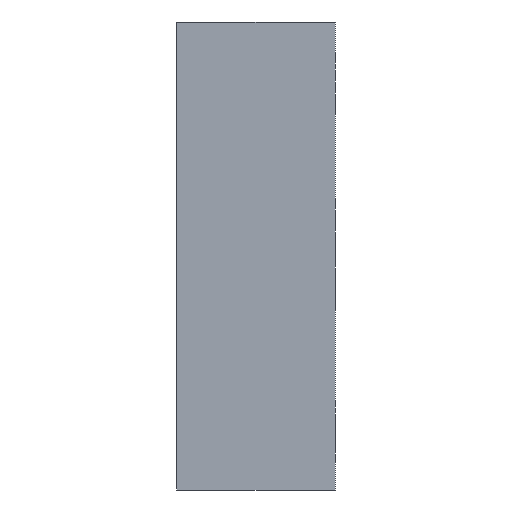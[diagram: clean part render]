
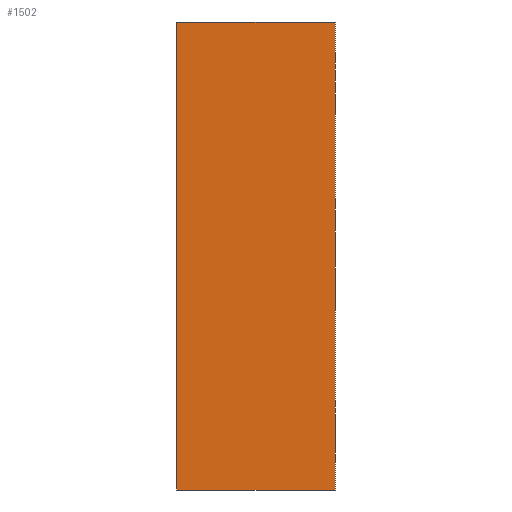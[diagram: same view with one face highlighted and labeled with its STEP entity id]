
A CAD part, front view. The second image highlights one B-rep face of the part: STEP entity #1502.
In plain terms, the highlighted planar face has unit normal (0, -1, 0).
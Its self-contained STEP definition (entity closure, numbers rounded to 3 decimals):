
#62=PLANE('',#1632);
#134=LINE('',#2287,#243);
#136=LINE('',#2291,#245);
#138=LINE('',#2295,#247);
#141=LINE('',#2299,#250);
#243=VECTOR('',#1884,10.);
#245=VECTOR('',#1888,10.);
#247=VECTOR('',#1892,10.);
#250=VECTOR('',#1897,10.);
#374=FACE_OUTER_BOUND('',#472,.T.);
#472=EDGE_LOOP('',(#1228,#1229,#1230,#1231));
#705=VERTEX_POINT('',#2284);
#706=VERTEX_POINT('',#2286);
#707=VERTEX_POINT('',#2290);
#708=VERTEX_POINT('',#2294);
#889=EDGE_CURVE('',#706,#705,#134,.T.);
#891=EDGE_CURVE('',#707,#706,#136,.T.);
#893=EDGE_CURVE('',#708,#707,#138,.T.);
#896=EDGE_CURVE('',#705,#708,#141,.T.);
#1228=ORIENTED_EDGE('',*,*,#896,.T.);
#1229=ORIENTED_EDGE('',*,*,#893,.T.);
#1230=ORIENTED_EDGE('',*,*,#891,.T.);
#1231=ORIENTED_EDGE('',*,*,#889,.T.);
#1502=ADVANCED_FACE('',(#374),#62,.T.);
#1632=AXIS2_PLACEMENT_3D('',#2300,#1898,#1899);
#1884=DIRECTION('',(-1.,0.,0.));
#1888=DIRECTION('',(0.,0.,1.));
#1892=DIRECTION('',(1.,0.,0.));
#1897=DIRECTION('',(0.,0.,-1.));
#1898=DIRECTION('center_axis',(0.,-1.,0.));
#1899=DIRECTION('ref_axis',(0.,0.,-1.));
#2284=CARTESIAN_POINT('',(0.,-10.,19.));
#2286=CARTESIAN_POINT('',(25.,-10.,19.));
#2287=CARTESIAN_POINT('',(25.,-10.,19.));
#2290=CARTESIAN_POINT('',(25.,-10.,-55.));
#2291=CARTESIAN_POINT('',(25.,-10.,-55.));
#2294=CARTESIAN_POINT('',(0.,-10.,-55.));
#2295=CARTESIAN_POINT('',(15.,-10.,-55.));
#2299=CARTESIAN_POINT('',(0.,-10.,19.));
#2300=CARTESIAN_POINT('Origin',(7.5,-10.,-18.));
